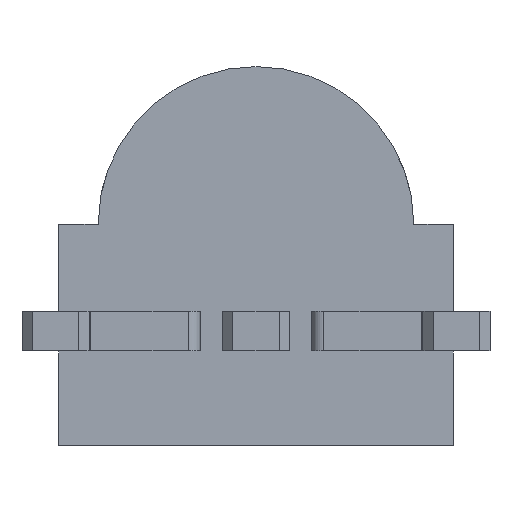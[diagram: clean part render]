
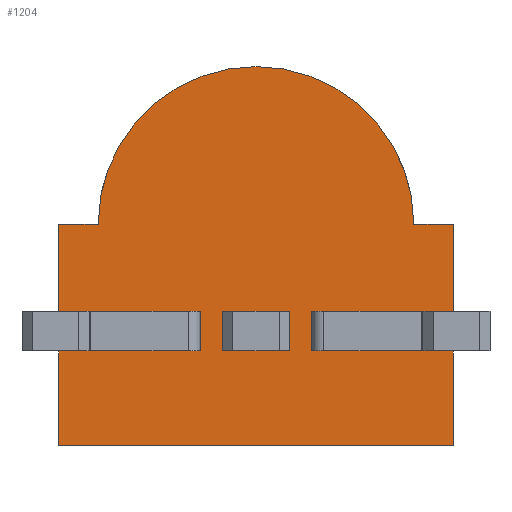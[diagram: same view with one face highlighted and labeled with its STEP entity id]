
A CAD part, front view. The second image highlights one B-rep face of the part: STEP entity #1204.
In plain terms, the highlighted planar face has unit normal (0, -1, 0).
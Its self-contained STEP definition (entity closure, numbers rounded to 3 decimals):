
#86 = VECTOR ( 'NONE', #1536, 1000. ) ;
#110 = VECTOR ( 'NONE', #1872, 1000. ) ;
#247 = VERTEX_POINT ( 'NONE', #473 ) ;
#269 = VERTEX_POINT ( 'NONE', #892 ) ;
#346 = PLANE ( 'NONE',  #1662 ) ;
#347 = CARTESIAN_POINT ( 'NONE',  ( 2.5, 3.433, 1.35 ) ) ;
#414 = VERTEX_POINT ( 'NONE', #347 ) ;
#472 = LINE ( 'NONE', #1721, #110 ) ;
#473 = CARTESIAN_POINT ( 'NONE',  ( -2., 3.433, 1.35 ) ) ;
#545 = LINE ( 'NONE', #1211, #86 ) ;
#588 = CARTESIAN_POINT ( 'NONE',  ( 2.5, 3.433, -1.45 ) ) ;
#685 = ORIENTED_EDGE ( 'NONE', *, *, #1831, .T. ) ;
#716 = EDGE_CURVE ( 'NONE', #414, #1391, #472, .T. ) ;
#768 = EDGE_CURVE ( 'NONE', #1834, #996, #1323, .T. ) ;
#771 = VECTOR ( 'NONE', #1841, 1000. ) ;
#782 = LINE ( 'NONE', #2152, #1684 ) ;
#837 = EDGE_CURVE ( 'NONE', #414, #1834, #1169, .T. ) ;
#840 = CARTESIAN_POINT ( 'NONE',  ( 2.5, 3.433, 1.35 ) ) ;
#892 = CARTESIAN_POINT ( 'NONE',  ( -2.5, 3.433, 1.35 ) ) ;
#930 = DIRECTION ( 'NONE',  ( 0., -1., 0. ) ) ;
#991 = CARTESIAN_POINT ( 'NONE',  ( -2.5, 3.433, 1.35 ) ) ;
#996 = VERTEX_POINT ( 'NONE', #1140 ) ;
#1003 = EDGE_CURVE ( 'NONE', #247, #269, #782, .T. ) ;
#1019 = ORIENTED_EDGE ( 'NONE', *, *, #837, .F. ) ;
#1120 = ORIENTED_EDGE ( 'NONE', *, *, #716, .T. ) ;
#1140 = CARTESIAN_POINT ( 'NONE',  ( -2.5, 3.433, -1.45 ) ) ;
#1166 = DIRECTION ( 'NONE',  ( 1., 0., 0. ) ) ;
#1169 = LINE ( 'NONE', #840, #771 ) ;
#1204 = ADVANCED_FACE ( 'NONE', ( #2154 ), #346, .T. ) ;
#1211 = CARTESIAN_POINT ( 'NONE',  ( -2.5, 3.433, 1.35 ) ) ;
#1253 = AXIS2_PLACEMENT_3D ( 'NONE', #1939, #930, #2120 ) ;
#1284 = VECTOR ( 'NONE', #1948, 1000. ) ;
#1323 = LINE ( 'NONE', #1622, #1284 ) ;
#1339 = EDGE_CURVE ( 'NONE', #269, #996, #545, .T. ) ;
#1391 = VERTEX_POINT ( 'NONE', #1776 ) ;
#1536 = DIRECTION ( 'NONE',  ( 0., 0., -1. ) ) ;
#1622 = CARTESIAN_POINT ( 'NONE',  ( -2.5, 3.433, -1.45 ) ) ;
#1637 = CIRCLE ( 'NONE', #1253, 2. ) ;
#1662 = AXIS2_PLACEMENT_3D ( 'NONE', #991, #2173, #1166 ) ;
#1684 = VECTOR ( 'NONE', #1803, 1000. ) ;
#1721 = CARTESIAN_POINT ( 'NONE',  ( -2.5, 3.433, 1.35 ) ) ;
#1776 = CARTESIAN_POINT ( 'NONE',  ( 2., 3.433, 1.35 ) ) ;
#1803 = DIRECTION ( 'NONE',  ( -1., 0., 0. ) ) ;
#1824 = ORIENTED_EDGE ( 'NONE', *, *, #1339, .T. ) ;
#1831 = EDGE_CURVE ( 'NONE', #1391, #247, #1637, .T. ) ;
#1834 = VERTEX_POINT ( 'NONE', #588 ) ;
#1836 = ORIENTED_EDGE ( 'NONE', *, *, #1003, .T. ) ;
#1841 = DIRECTION ( 'NONE',  ( 0., 0., -1. ) ) ;
#1872 = DIRECTION ( 'NONE',  ( -1., 0., 0. ) ) ;
#1939 = CARTESIAN_POINT ( 'NONE',  ( 0., 3.433, 1.35 ) ) ;
#1948 = DIRECTION ( 'NONE',  ( -1., 0., 0. ) ) ;
#1958 = ORIENTED_EDGE ( 'NONE', *, *, #768, .F. ) ;
#2056 = EDGE_LOOP ( 'NONE', ( #1120, #685, #1836, #1824, #1958, #1019 ) ) ;
#2120 = DIRECTION ( 'NONE',  ( 1., 0., 0. ) ) ;
#2152 = CARTESIAN_POINT ( 'NONE',  ( -2.5, 3.433, 1.35 ) ) ;
#2154 = FACE_OUTER_BOUND ( 'NONE', #2056, .T. ) ;
#2173 = DIRECTION ( 'NONE',  ( 0., -1., 0. ) ) ;
